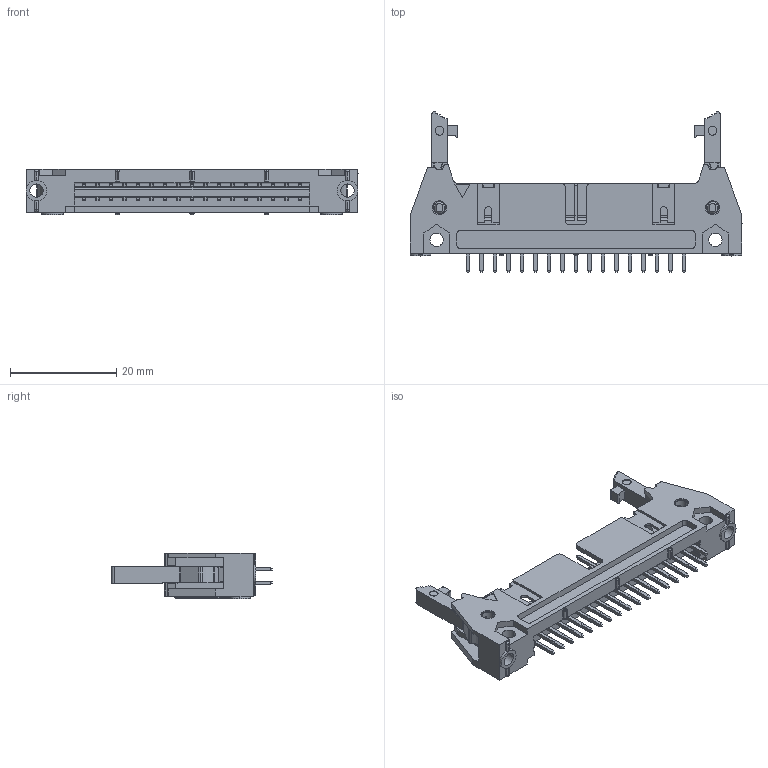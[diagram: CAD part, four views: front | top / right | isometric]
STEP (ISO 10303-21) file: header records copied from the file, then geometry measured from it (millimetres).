
FILE_DESCRIPTION (( 'STEP AP214' ), '1' );
FILE_NAME ('N3431-6302RB.STEP', '2020-07-11T19:18:32', ( '' ), ( '' ), 'SwSTEP 2.0', 'SolidWorks 2017', '' );
FILE_SCHEMA (( 'AUTOMOTIVE_DESIGN' ));
Length unit declared in the file: inch
Products named in the file (1): N3431-6302RB
Bounding box: 62.48 x 30.28 x 8.64 mm (x, y, z)
Volume: 3692.3 mm3; surface area: 6608.5 mm2
Topology: 71 solids, 71 shells, 1308 faces, 3105 edges, 1952 vertices
Faces by surface type: plane 1070, cylinder 198, torus 24, cone 16
Entity records: 37792 total; most frequent: CARTESIAN_POINT 6546, ORIENTED_EDGE 6210, DIRECTION 6138, EDGE_CURVE 3105, LINE 2594, VECTOR 2594, VERTEX_POINT 1952, AXIS2_PLACEMENT_3D 1772
